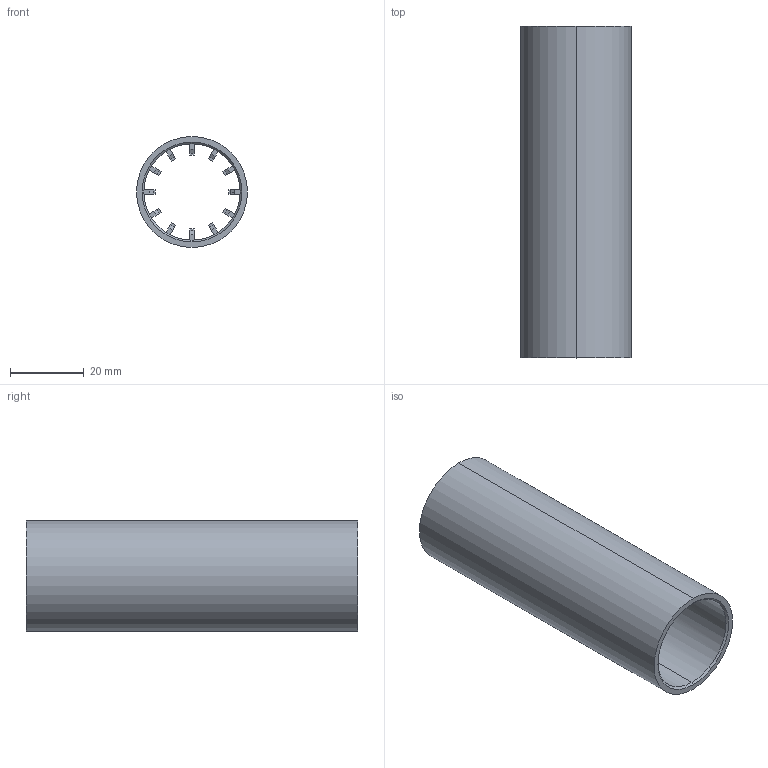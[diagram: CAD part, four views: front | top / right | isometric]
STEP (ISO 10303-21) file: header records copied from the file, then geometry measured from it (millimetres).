
FILE_DESCRIPTION (( 'STEP AP214' ), '1' );
FILE_NAME ('JXHSV06P-07006-d feeder roller.step', '2023-06-08T06:49:30', ( '微软用户' ), ( '微软中国' ), 'SwSTEP 2.0', 'SolidWorks 2020', '' );
FILE_SCHEMA (( 'AUTOMOTIVE_DESIGN' ));
Length unit declared in the file: millimetre
Products named in the file (1): JXHSV06P-07006-d feeder roller
Bounding box: 30.1 x 90 x 30.1 mm (x, y, z)
Volume: 18346.7 mm3; surface area: 20076.5 mm2
Topology: 1 solids, 1 shells, 120 faces, 320 edges, 212 vertices
Faces by surface type: plane 86, cone 30, cylinder 4
Entity records: 3830 total; most frequent: CARTESIAN_POINT 797, ORIENTED_EDGE 640, DIRECTION 606, EDGE_CURVE 320, AXIS2_PLACEMENT_3D 213, VERTEX_POINT 212, LINE 180, VECTOR 180
